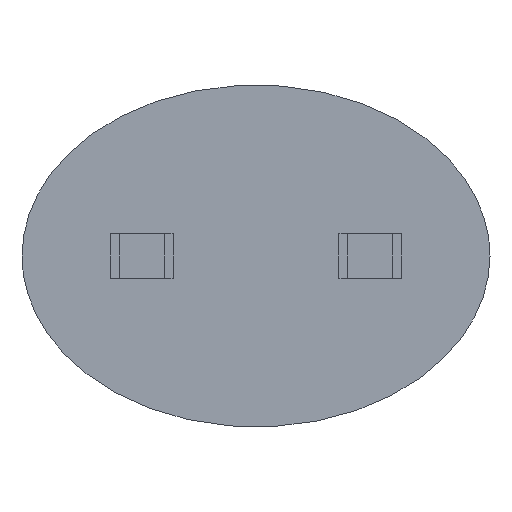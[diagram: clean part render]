
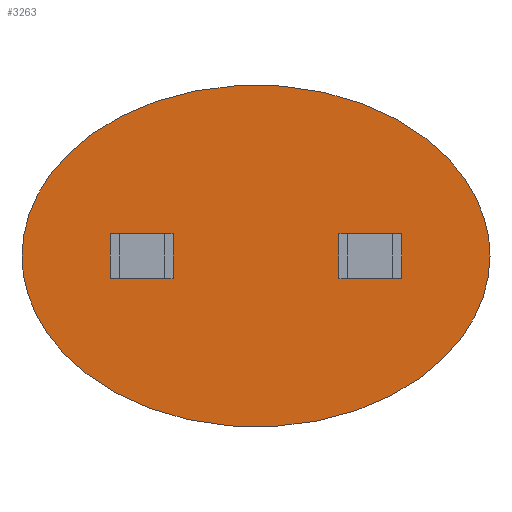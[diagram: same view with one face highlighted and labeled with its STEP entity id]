
A CAD part, front view. The second image highlights one B-rep face of the part: STEP entity #3263.
In plain terms, the highlighted planar face has unit normal (0, -1, 0).
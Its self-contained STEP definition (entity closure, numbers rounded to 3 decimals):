
#72 = VERTEX_POINT('',#73);
#73 = CARTESIAN_POINT('',(-2.6,0.,0.));
#79 = EDGE_CURVE('',#80,#72,#82,.T.);
#80 = VERTEX_POINT('',#81);
#81 = CARTESIAN_POINT('',(2.6,0.,0.));
#82 = ( BOUNDED_CURVE() B_SPLINE_CURVE(3,(#83,#84,#85,#86),
.UNSPECIFIED.,.F.,.F.) B_SPLINE_CURVE_WITH_KNOTS((4,4),(3.142,
6.283),.PIECEWISE_BEZIER_KNOTS.) CURVE() 
GEOMETRIC_REPRESENTATION_ITEM() RATIONAL_B_SPLINE_CURVE((1.,
0.333,0.333,1.)) REPRESENTATION_ITEM('') );
#83 = CARTESIAN_POINT('',(2.6,0.,0.));
#84 = CARTESIAN_POINT('',(2.6,0.,-3.8));
#85 = CARTESIAN_POINT('',(-2.6,0.,-3.8));
#86 = CARTESIAN_POINT('',(-2.6,0.,0.));
#1462 = VERTEX_POINT('',#1463);
#1463 = CARTESIAN_POINT('',(1.02,0.,0.25));
#1542 = VERTEX_POINT('',#1543);
#1543 = CARTESIAN_POINT('',(1.52,0.,0.25));
#1549 = EDGE_CURVE('',#1462,#1542,#1550,.T.);
#1550 = LINE('',#1551,#1552);
#1551 = CARTESIAN_POINT('',(-20.502,0.,0.25));
#1552 = VECTOR('',#1553,1.);
#1553 = DIRECTION('',(1.,0.,0.));
#3263 = ADVANCED_FACE('',(#3264,#3289,#3299),#3333,.F.);
#3264 = FACE_BOUND('',#3265,.T.);
#3265 = EDGE_LOOP('',(#3266,#3267,#3275,#3283));
#3266 = ORIENTED_EDGE('',*,*,#1549,.T.);
#3267 = ORIENTED_EDGE('',*,*,#3268,.T.);
#3268 = EDGE_CURVE('',#1542,#3269,#3271,.T.);
#3269 = VERTEX_POINT('',#3270);
#3270 = CARTESIAN_POINT('',(1.52,0.,-0.25));
#3271 = LINE('',#3272,#3273);
#3272 = CARTESIAN_POINT('',(1.52,0.,0.25));
#3273 = VECTOR('',#3274,1.);
#3274 = DIRECTION('',(-0.,-0.,-1.));
#3275 = ORIENTED_EDGE('',*,*,#3276,.F.);
#3276 = EDGE_CURVE('',#3277,#3269,#3279,.T.);
#3277 = VERTEX_POINT('',#3278);
#3278 = CARTESIAN_POINT('',(1.02,0.,-0.25));
#3279 = LINE('',#3280,#3281);
#3280 = CARTESIAN_POINT('',(-20.502,0.,-0.25));
#3281 = VECTOR('',#3282,1.);
#3282 = DIRECTION('',(1.,0.,0.));
#3283 = ORIENTED_EDGE('',*,*,#3284,.F.);
#3284 = EDGE_CURVE('',#1462,#3277,#3285,.T.);
#3285 = LINE('',#3286,#3287);
#3286 = CARTESIAN_POINT('',(1.02,0.,0.25));
#3287 = VECTOR('',#3288,1.);
#3288 = DIRECTION('',(-0.,-0.,-1.));
#3289 = FACE_BOUND('',#3290,.T.);
#3290 = EDGE_LOOP('',(#3291,#3298));
#3291 = ORIENTED_EDGE('',*,*,#3292,.F.);
#3292 = EDGE_CURVE('',#72,#80,#3293,.T.);
#3293 = ( BOUNDED_CURVE() B_SPLINE_CURVE(3,(#3294,#3295,#3296,#3297),
.UNSPECIFIED.,.F.,.F.) B_SPLINE_CURVE_WITH_KNOTS((4,4),(0.,3.142
),.PIECEWISE_BEZIER_KNOTS.) CURVE() GEOMETRIC_REPRESENTATION_ITEM() 
RATIONAL_B_SPLINE_CURVE((1.,0.333,0.333,1.)) 
REPRESENTATION_ITEM('') );
#3294 = CARTESIAN_POINT('',(-2.6,0.,0.));
#3295 = CARTESIAN_POINT('',(-2.6,0.,3.8));
#3296 = CARTESIAN_POINT('',(2.6,0.,3.8));
#3297 = CARTESIAN_POINT('',(2.6,0.,0.));
#3298 = ORIENTED_EDGE('',*,*,#79,.F.);
#3299 = FACE_BOUND('',#3300,.T.);
#3300 = EDGE_LOOP('',(#3301,#3311,#3319,#3327));
#3301 = ORIENTED_EDGE('',*,*,#3302,.T.);
#3302 = EDGE_CURVE('',#3303,#3305,#3307,.T.);
#3303 = VERTEX_POINT('',#3304);
#3304 = CARTESIAN_POINT('',(-1.02,0.,0.25));
#3305 = VERTEX_POINT('',#3306);
#3306 = CARTESIAN_POINT('',(-1.02,0.,-0.25));
#3307 = LINE('',#3308,#3309);
#3308 = CARTESIAN_POINT('',(-1.02,0.,0.25));
#3309 = VECTOR('',#3310,1.);
#3310 = DIRECTION('',(-0.,-0.,-1.));
#3311 = ORIENTED_EDGE('',*,*,#3312,.F.);
#3312 = EDGE_CURVE('',#3313,#3305,#3315,.T.);
#3313 = VERTEX_POINT('',#3314);
#3314 = CARTESIAN_POINT('',(-1.52,0.,-0.25));
#3315 = LINE('',#3316,#3317);
#3316 = CARTESIAN_POINT('',(-20.502,0.,-0.25));
#3317 = VECTOR('',#3318,1.);
#3318 = DIRECTION('',(1.,0.,0.));
#3319 = ORIENTED_EDGE('',*,*,#3320,.F.);
#3320 = EDGE_CURVE('',#3321,#3313,#3323,.T.);
#3321 = VERTEX_POINT('',#3322);
#3322 = CARTESIAN_POINT('',(-1.52,0.,0.25));
#3323 = LINE('',#3324,#3325);
#3324 = CARTESIAN_POINT('',(-1.52,0.,0.25));
#3325 = VECTOR('',#3326,1.);
#3326 = DIRECTION('',(-0.,-0.,-1.));
#3327 = ORIENTED_EDGE('',*,*,#3328,.T.);
#3328 = EDGE_CURVE('',#3321,#3303,#3329,.T.);
#3329 = LINE('',#3330,#3331);
#3330 = CARTESIAN_POINT('',(-20.502,0.,0.25));
#3331 = VECTOR('',#3332,1.);
#3332 = DIRECTION('',(1.,0.,0.));
#3333 = PLANE('',#3334);
#3334 = AXIS2_PLACEMENT_3D('',#3335,#3336,#3337);
#3335 = CARTESIAN_POINT('',(-5.151,0.,0.));
#3336 = DIRECTION('',(0.,1.,-0.));
#3337 = DIRECTION('',(0.,0.,1.));
